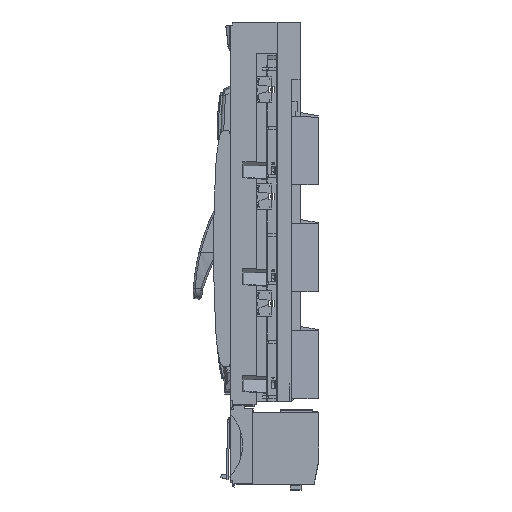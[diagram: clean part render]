
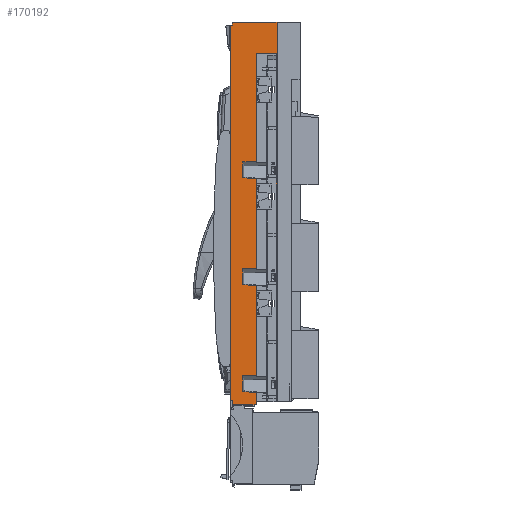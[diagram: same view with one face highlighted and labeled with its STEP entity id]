
A CAD part, left-side view. The second image highlights one B-rep face of the part: STEP entity #170192.
In plain terms, the highlighted planar face has unit normal (-1, 0, 0).
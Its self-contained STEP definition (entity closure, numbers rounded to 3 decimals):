
#169921=DIRECTION('',(0.,0.999,-0.032));
#169922=VECTOR('',#169921,0.894);
#169923=CARTESIAN_POINT('',(-3.926,22.771,
-8.347));
#169924=LINE('',#169923,#169922);
#169928=DIRECTION('',(0.,0.,-1.));
#169929=VECTOR('',#169928,1.078);
#169930=CARTESIAN_POINT('',(-3.926,23.664,
-8.376));
#169931=LINE('',#169930,#169929);
#169935=DIRECTION('',(0.,-0.996,-0.085));
#169936=VECTOR('',#169935,0.896);
#169937=CARTESIAN_POINT('',(-3.926,23.664,
-9.453));
#169938=LINE('',#169937,#169936);
#169942=DIRECTION('',(0.,0.,-1.));
#169943=VECTOR('',#169942,6.101);
#169944=CARTESIAN_POINT('',(-3.926,22.771,
-9.529));
#169945=LINE('',#169944,#169943);
#169949=DIRECTION('',(0.,0.999,-0.033));
#169950=VECTOR('',#169949,0.894);
#169951=CARTESIAN_POINT('',(-3.926,22.771,
-15.63));
#169952=LINE('',#169951,#169950);
#169956=DIRECTION('',(0.,0.,-1.));
#169957=VECTOR('',#169956,1.078);
#169958=CARTESIAN_POINT('',(-3.926,23.664,
-15.659));
#169959=LINE('',#169958,#169957);
#169963=DIRECTION('',(0.,-0.996,-0.085));
#169964=VECTOR('',#169963,0.896);
#169965=CARTESIAN_POINT('',(-3.926,23.664,
-16.737));
#169966=LINE('',#169965,#169964);
#169970=DIRECTION('',(0.,0.,-1.));
#169971=VECTOR('',#169970,0.834);
#169972=CARTESIAN_POINT('',(-3.926,22.771,
-16.813));
#169973=LINE('',#169972,#169971);
#169977=DIRECTION('',(0.,1.,0.));
#169978=VECTOR('',#169977,1.622);
#169979=CARTESIAN_POINT('',(-3.926,22.771,
-17.646));
#169980=LINE('',#169979,#169978);
#169984=DIRECTION('',(0.,0.,1.));
#169985=VECTOR('',#169984,0.276);
#169986=CARTESIAN_POINT('',(-3.926,24.393,
-17.646));
#169987=LINE('',#169986,#169985);
#169991=DIRECTION('',(0.,1.,0.));
#169992=VECTOR('',#169991,0.138);
#169993=CARTESIAN_POINT('',(-3.926,24.393,
-17.371));
#169994=LINE('',#169993,#169992);
#169998=DIRECTION('',(0.,0.,1.));
#169999=VECTOR('',#169998,25.591);
#170000=CARTESIAN_POINT('',(-3.926,24.531,
-17.371));
#170001=LINE('',#170000,#169999);
#170005=DIRECTION('',(0.,-1.,0.));
#170006=VECTOR('',#170005,0.138);
#170007=CARTESIAN_POINT('',(-3.926,24.531,
8.22));
#170008=LINE('',#170007,#170006);
#170012=DIRECTION('',(0.,0.,1.));
#170013=VECTOR('',#170012,0.197);
#170014=CARTESIAN_POINT('',(-3.926,24.393,
8.22));
#170015=LINE('',#170014,#170013);
#170019=DIRECTION('',(0.,-1.,0.));
#170020=VECTOR('',#170019,3.047);
#170021=CARTESIAN_POINT('',(-3.926,24.393,
8.417));
#170022=LINE('',#170021,#170020);
#170026=DIRECTION('',(0.,0.,-1.));
#170027=VECTOR('',#170026,25.834);
#170028=CARTESIAN_POINT('',(-3.926,21.346,
8.417));
#170029=LINE('',#170028,#170027);
#170033=DIRECTION('',(0.,1.,0.));
#170034=VECTOR('',#170033,0.055);
#170035=CARTESIAN_POINT('',(-3.926,21.346,
-17.417));
#170036=LINE('',#170035,#170034);
#170040=DIRECTION('',(0.,0.,1.));
#170041=VECTOR('',#170040,23.698);
#170042=CARTESIAN_POINT('',(-3.926,21.401,
-17.417));
#170043=LINE('',#170042,#170041);
#170047=DIRECTION('',(0.,1.,0.));
#170048=VECTOR('',#170047,1.37);
#170049=CARTESIAN_POINT('',(-3.926,21.401,
6.28));
#170050=LINE('',#170049,#170048);
#170054=DIRECTION('',(0.,0.,-1.));
#170055=VECTOR('',#170054,7.344);
#170056=CARTESIAN_POINT('',(-3.926,22.771,
6.28));
#170057=LINE('',#170056,#170055);
#170061=DIRECTION('',(0.,0.999,-0.032));
#170062=VECTOR('',#170061,0.894);
#170063=CARTESIAN_POINT('',(-3.926,22.771,
-1.063));
#170064=LINE('',#170063,#170062);
#170068=DIRECTION('',(0.,0.,-1.));
#170069=VECTOR('',#170068,1.078);
#170070=CARTESIAN_POINT('',(-3.926,23.664,
-1.092));
#170071=LINE('',#170070,#170069);
#170075=DIRECTION('',(0.,-0.996,-0.085));
#170076=VECTOR('',#170075,0.896);
#170077=CARTESIAN_POINT('',(-3.926,23.664,
-2.17));
#170078=LINE('',#170077,#170076);
#170082=DIRECTION('',(0.,0.,-1.));
#170083=VECTOR('',#170082,6.101);
#170084=CARTESIAN_POINT('',(-3.926,22.771,
-2.246));
#170085=LINE('',#170084,#170083);
#170089=CARTESIAN_POINT('',(-3.926,22.771,
-8.347));
#170090=CARTESIAN_POINT('',(-3.926,23.664,
-8.376));
#170091=VERTEX_POINT('',#170089);
#170092=VERTEX_POINT('',#170090);
#170093=CARTESIAN_POINT('',(-3.926,23.664,
-9.453));
#170094=VERTEX_POINT('',#170093);
#170095=CARTESIAN_POINT('',(-3.926,22.771,
-9.529));
#170096=VERTEX_POINT('',#170095);
#170097=CARTESIAN_POINT('',(-3.926,22.771,
-15.63));
#170098=VERTEX_POINT('',#170097);
#170099=CARTESIAN_POINT('',(-3.926,23.664,
-15.659));
#170100=VERTEX_POINT('',#170099);
#170101=CARTESIAN_POINT('',(-3.926,23.664,
-16.737));
#170102=VERTEX_POINT('',#170101);
#170103=CARTESIAN_POINT('',(-3.926,22.771,
-16.813));
#170104=VERTEX_POINT('',#170103);
#170105=CARTESIAN_POINT('',(-3.926,22.771,
-17.646));
#170106=VERTEX_POINT('',#170105);
#170107=CARTESIAN_POINT('',(-3.926,24.393,
-17.646));
#170108=VERTEX_POINT('',#170107);
#170109=CARTESIAN_POINT('',(-3.926,24.393,
-17.371));
#170110=VERTEX_POINT('',#170109);
#170111=CARTESIAN_POINT('',(-3.926,24.531,
-17.371));
#170112=VERTEX_POINT('',#170111);
#170113=CARTESIAN_POINT('',(-3.926,24.531,
8.22));
#170114=VERTEX_POINT('',#170113);
#170115=CARTESIAN_POINT('',(-3.926,24.393,
8.22));
#170116=VERTEX_POINT('',#170115);
#170117=CARTESIAN_POINT('',(-3.926,24.393,
8.417));
#170118=VERTEX_POINT('',#170117);
#170119=CARTESIAN_POINT('',(-3.926,21.346,
8.417));
#170120=VERTEX_POINT('',#170119);
#170121=CARTESIAN_POINT('',(-3.926,21.346,
-17.417));
#170122=VERTEX_POINT('',#170121);
#170123=CARTESIAN_POINT('',(-3.926,21.401,
-17.417));
#170124=VERTEX_POINT('',#170123);
#170125=CARTESIAN_POINT('',(-3.926,21.401,
6.28));
#170126=VERTEX_POINT('',#170125);
#170127=CARTESIAN_POINT('',(-3.926,22.771,
6.28));
#170128=VERTEX_POINT('',#170127);
#170129=CARTESIAN_POINT('',(-3.926,22.771,
-1.063));
#170130=VERTEX_POINT('',#170129);
#170131=CARTESIAN_POINT('',(-3.926,23.664,
-1.092));
#170132=VERTEX_POINT('',#170131);
#170133=CARTESIAN_POINT('',(-3.926,23.664,
-2.17));
#170134=VERTEX_POINT('',#170133);
#170135=CARTESIAN_POINT('',(-3.926,22.771,
-2.246));
#170136=VERTEX_POINT('',#170135);
#170137=CARTESIAN_POINT('',(-3.926,0.,0.));
#170138=DIRECTION('',(1.,0.,0.));
#170139=DIRECTION('',(0.,1.,0.));
#170140=AXIS2_PLACEMENT_3D('',#170137,#170138,#170139);
#170141=PLANE('',#170140);
#170143=ORIENTED_EDGE('',*,*,#170142,.T.);
#170145=ORIENTED_EDGE('',*,*,#170144,.T.);
#170147=ORIENTED_EDGE('',*,*,#170146,.T.);
#170149=ORIENTED_EDGE('',*,*,#170148,.T.);
#170151=ORIENTED_EDGE('',*,*,#170150,.T.);
#170153=ORIENTED_EDGE('',*,*,#170152,.T.);
#170155=ORIENTED_EDGE('',*,*,#170154,.T.);
#170157=ORIENTED_EDGE('',*,*,#170156,.T.);
#170159=ORIENTED_EDGE('',*,*,#170158,.T.);
#170161=ORIENTED_EDGE('',*,*,#170160,.T.);
#170163=ORIENTED_EDGE('',*,*,#170162,.T.);
#170165=ORIENTED_EDGE('',*,*,#170164,.T.);
#170167=ORIENTED_EDGE('',*,*,#170166,.T.);
#170169=ORIENTED_EDGE('',*,*,#170168,.T.);
#170171=ORIENTED_EDGE('',*,*,#170170,.T.);
#170173=ORIENTED_EDGE('',*,*,#170172,.T.);
#170175=ORIENTED_EDGE('',*,*,#170174,.T.);
#170177=ORIENTED_EDGE('',*,*,#170176,.T.);
#170179=ORIENTED_EDGE('',*,*,#170178,.T.);
#170181=ORIENTED_EDGE('',*,*,#170180,.T.);
#170183=ORIENTED_EDGE('',*,*,#170182,.T.);
#170185=ORIENTED_EDGE('',*,*,#170184,.T.);
#170187=ORIENTED_EDGE('',*,*,#170186,.T.);
#170189=ORIENTED_EDGE('',*,*,#170188,.T.);
#170190=EDGE_LOOP('',(#170143,#170145,#170147,#170149,#170151,#170153,#170155,
#170157,#170159,#170161,#170163,#170165,#170167,#170169,#170171,#170173,#170175,
#170177,#170179,#170181,#170183,#170185,#170187,#170189));
#170191=FACE_OUTER_BOUND('',#170190,.F.);
#170142=EDGE_CURVE('',#170091,#170092,#169924,.T.);
#170144=EDGE_CURVE('',#170092,#170094,#169931,.T.);
#170146=EDGE_CURVE('',#170094,#170096,#169938,.T.);
#170148=EDGE_CURVE('',#170096,#170098,#169945,.T.);
#170150=EDGE_CURVE('',#170098,#170100,#169952,.T.);
#170152=EDGE_CURVE('',#170100,#170102,#169959,.T.);
#170154=EDGE_CURVE('',#170102,#170104,#169966,.T.);
#170156=EDGE_CURVE('',#170104,#170106,#169973,.T.);
#170158=EDGE_CURVE('',#170106,#170108,#169980,.T.);
#170160=EDGE_CURVE('',#170108,#170110,#169987,.T.);
#170162=EDGE_CURVE('',#170110,#170112,#169994,.T.);
#170164=EDGE_CURVE('',#170112,#170114,#170001,.T.);
#170166=EDGE_CURVE('',#170114,#170116,#170008,.T.);
#170168=EDGE_CURVE('',#170116,#170118,#170015,.T.);
#170170=EDGE_CURVE('',#170118,#170120,#170022,.T.);
#170172=EDGE_CURVE('',#170120,#170122,#170029,.T.);
#170174=EDGE_CURVE('',#170122,#170124,#170036,.T.);
#170176=EDGE_CURVE('',#170124,#170126,#170043,.T.);
#170178=EDGE_CURVE('',#170126,#170128,#170050,.T.);
#170180=EDGE_CURVE('',#170128,#170130,#170057,.T.);
#170182=EDGE_CURVE('',#170130,#170132,#170064,.T.);
#170184=EDGE_CURVE('',#170132,#170134,#170071,.T.);
#170186=EDGE_CURVE('',#170134,#170136,#170078,.T.);
#170188=EDGE_CURVE('',#170136,#170091,#170085,.T.);
#170192=ADVANCED_FACE('',(#170191),#170141,.F.);
